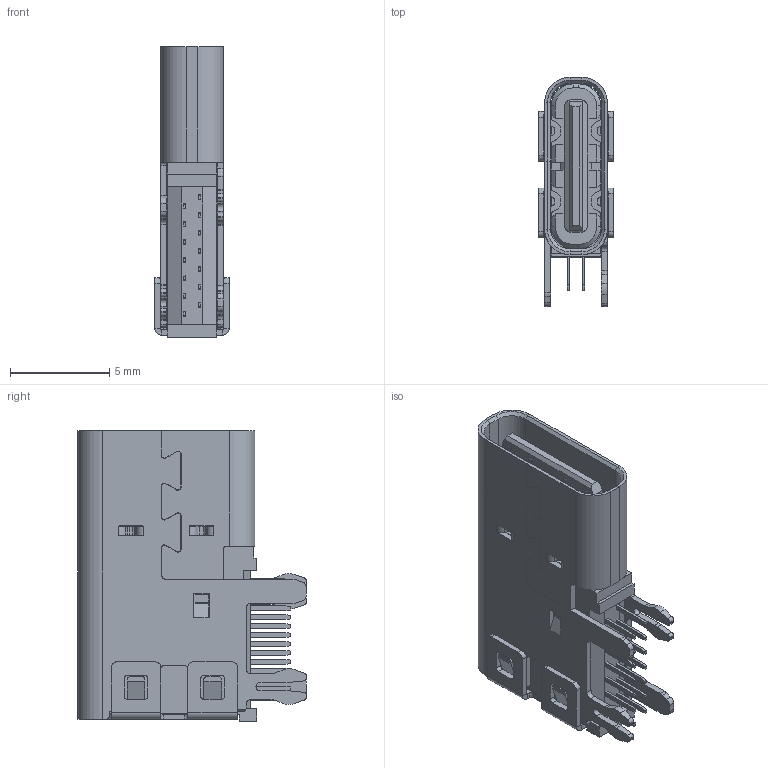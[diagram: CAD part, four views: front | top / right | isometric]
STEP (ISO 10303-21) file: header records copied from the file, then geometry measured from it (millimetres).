
FILE_DESCRIPTION (( 'STEP AP214' ), '1' );
FILE_NAME ('2169890001.STEP', '2023-11-15T15:32:12', ( '' ), ( '' ), 'SwSTEP 2.0', 'SolidWorks 2021', '' );
FILE_SCHEMA (( 'AUTOMOTIVE_DESIGN' ));
Length unit declared in the file: millimetre
Products named in the file (1): 2169890001
Bounding box: 3.76 x 11.54 x 14.65 mm (x, y, z)
Volume: 313 mm3; surface area: 1078.4 mm2
Topology: 34 solids, 34 shells, 864 faces, 2290 edges, 1486 vertices
Faces by surface type: plane 584, cylinder 252, bspline 18, cone 10
Entity records: 27547 total; most frequent: CARTESIAN_POINT 5594, ORIENTED_EDGE 4580, DIRECTION 4346, EDGE_CURVE 2290, LINE 1716, VECTOR 1716, VERTEX_POINT 1486, AXIS2_PLACEMENT_3D 1315
